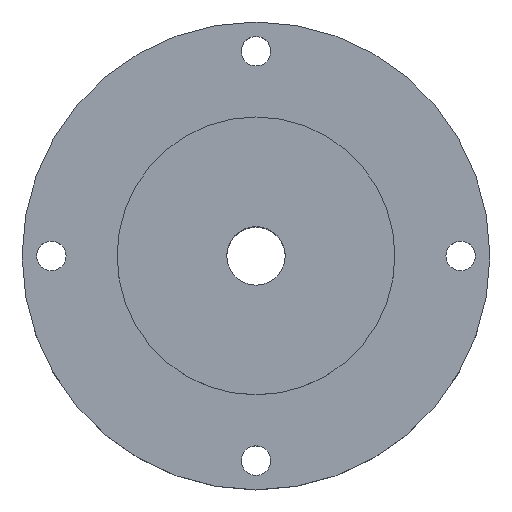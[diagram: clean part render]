
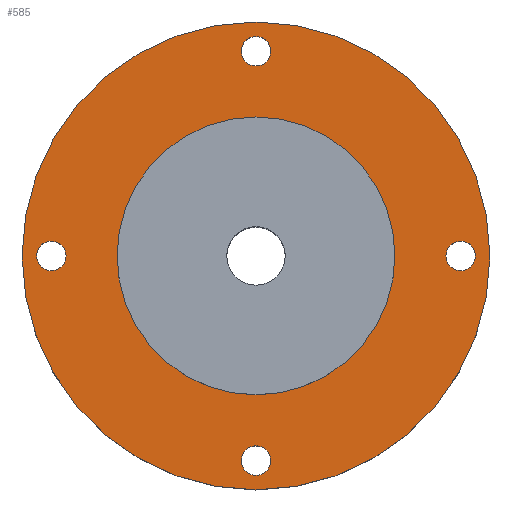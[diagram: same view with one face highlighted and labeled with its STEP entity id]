
A CAD part, top view. The second image highlights one B-rep face of the part: STEP entity #585.
In plain terms, the highlighted planar face has unit normal (0, 0, 1).
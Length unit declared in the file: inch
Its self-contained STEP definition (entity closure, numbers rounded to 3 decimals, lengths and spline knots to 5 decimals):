
#398=CARTESIAN_POINT('',(1.876,0.,0.0));
#399=VERTEX_POINT('',#398);
#400=CARTESIAN_POINT('',(1.75,0.,0.0));
#401=DIRECTION('',(0.0,0.0,-1.0));
#402=DIRECTION('',(1.0,0.0,0.0));
#403=AXIS2_PLACEMENT_3D('',#400,#401,#402);
#404=CIRCLE('',#403,0.126);
#405=EDGE_CURVE('',#399,#399,#404,.T.);
#426=CARTESIAN_POINT('',(0.126,-1.75,0.0));
#427=VERTEX_POINT('',#426);
#428=CARTESIAN_POINT('',(0.,-1.75,0.0));
#429=DIRECTION('',(0.0,0.0,-1.0));
#430=DIRECTION('',(1.0,0.0,0.0));
#431=AXIS2_PLACEMENT_3D('',#428,#429,#430);
#432=CIRCLE('',#431,0.126);
#433=EDGE_CURVE('',#427,#427,#432,.T.);
#454=CARTESIAN_POINT('',(-1.624,0.,0.0));
#455=VERTEX_POINT('',#454);
#456=CARTESIAN_POINT('',(-1.75,0.,0.0));
#457=DIRECTION('',(0.0,0.0,-1.0));
#458=DIRECTION('',(1.0,0.0,0.0));
#459=AXIS2_PLACEMENT_3D('',#456,#457,#458);
#460=CIRCLE('',#459,0.126);
#461=EDGE_CURVE('',#455,#455,#460,.T.);
#482=CARTESIAN_POINT('',(0.126,1.75,0.0));
#483=VERTEX_POINT('',#482);
#484=CARTESIAN_POINT('',(0.0,1.75,0.0));
#485=DIRECTION('',(0.0,0.0,-1.0));
#486=DIRECTION('',(1.0,0.0,0.0));
#487=AXIS2_PLACEMENT_3D('',#484,#485,#486);
#488=CIRCLE('',#487,0.126);
#489=EDGE_CURVE('',#483,#483,#488,.T.);
#510=CARTESIAN_POINT('',(1.1875,0.,0.0));
#511=VERTEX_POINT('',#510);
#512=CARTESIAN_POINT('',(0.0,0.0,0.0));
#513=DIRECTION('',(0.0,0.0,-1.0));
#514=DIRECTION('',(-1.0,0.0,0.0));
#515=AXIS2_PLACEMENT_3D('',#512,#513,#514);
#516=CIRCLE('',#515,1.1875);
#517=EDGE_CURVE('',#511,#511,#516,.T.);
#550=CARTESIAN_POINT('',(2.0,0.,0.0));
#551=VERTEX_POINT('',#550);
#552=CARTESIAN_POINT('',(0.0,0.0,0.0));
#553=DIRECTION('',(0.0,0.0,-1.0));
#554=DIRECTION('',(-1.0,0.0,0.0));
#555=AXIS2_PLACEMENT_3D('',#552,#553,#554);
#556=CIRCLE('',#555,2.0);
#557=EDGE_CURVE('',#551,#551,#556,.T.);
#562=CARTESIAN_POINT('',(0.0,0.0,0.0));
#563=DIRECTION('',(0.0,0.0,-1.0));
#564=DIRECTION('',(-1.0,0.0,0.0));
#565=AXIS2_PLACEMENT_3D('',#562,#563,#564);
#566=PLANE('',#565);
#567=ORIENTED_EDGE('',*,*,#557,.F.);
#568=EDGE_LOOP('',(#567));
#569=FACE_OUTER_BOUND('',#568,.T.);
#570=ORIENTED_EDGE('',*,*,#405,.T.);
#571=EDGE_LOOP('',(#570));
#572=FACE_BOUND('',#571,.T.);
#573=ORIENTED_EDGE('',*,*,#433,.T.);
#574=EDGE_LOOP('',(#573));
#575=FACE_BOUND('',#574,.T.);
#576=ORIENTED_EDGE('',*,*,#461,.T.);
#577=EDGE_LOOP('',(#576));
#578=FACE_BOUND('',#577,.T.);
#579=ORIENTED_EDGE('',*,*,#489,.T.);
#580=EDGE_LOOP('',(#579));
#581=FACE_BOUND('',#580,.T.);
#582=ORIENTED_EDGE('',*,*,#517,.T.);
#583=EDGE_LOOP('',(#582));
#584=FACE_BOUND('',#583,.T.);
#585=ADVANCED_FACE('',(#569,#572,#575,#578,#581,#584),#566,.F.);
